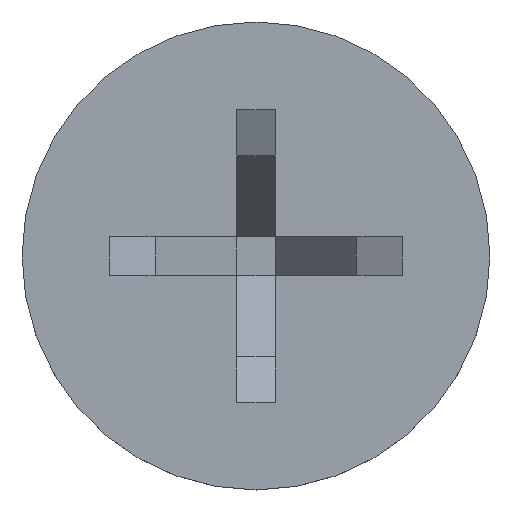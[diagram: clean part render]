
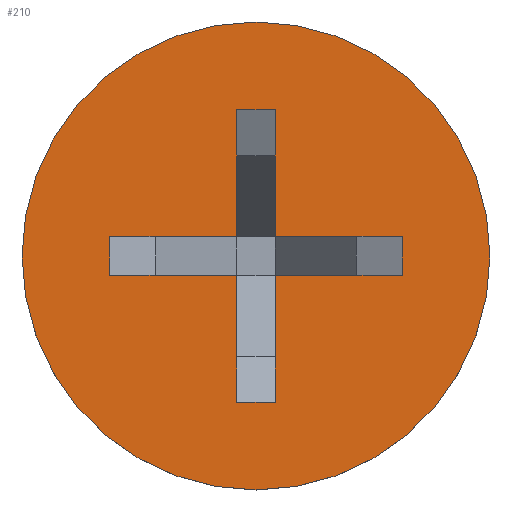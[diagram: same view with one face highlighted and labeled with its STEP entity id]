
A CAD part, top view. The second image highlights one B-rep face of the part: STEP entity #210.
In plain terms, the highlighted planar face has unit normal (0, 0, 1).
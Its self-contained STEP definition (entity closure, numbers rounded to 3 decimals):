
#35 = EDGE_CURVE ( 'NONE', #855, #339, #721, .T. ) ;
#37 = EDGE_CURVE ( 'NONE', #528, #146, #790, .T. ) ;
#41 = ORIENTED_EDGE ( 'NONE', *, *, #249, .T. ) ;
#44 = VERTEX_POINT ( 'NONE', #864 ) ;
#47 = DIRECTION ( 'NONE',  ( -1., 0., 0. ) ) ;
#48 = CARTESIAN_POINT ( 'NONE',  ( -1.187, 0., 0. ) ) ;
#55 = LINE ( 'NONE', #912, #110 ) ;
#65 = CARTESIAN_POINT ( 'NONE',  ( -0.158, 0., 0. ) ) ;
#88 = DIRECTION ( 'NONE',  ( 1., 0., 0. ) ) ;
#98 = CARTESIAN_POINT ( 'NONE',  ( 0., 0., 0. ) ) ;
#109 = CARTESIAN_POINT ( 'NONE',  ( -0.158, -0.158, 0. ) ) ;
#110 = VECTOR ( 'NONE', #1004, 1000. ) ;
#118 = PLANE ( 'NONE',  #332 ) ;
#121 = EDGE_CURVE ( 'NONE', #894, #495, #227, .T. ) ;
#123 = VECTOR ( 'NONE', #688, 1000. ) ;
#134 = EDGE_LOOP ( 'NONE', ( #963, #159 ) ) ;
#146 = VERTEX_POINT ( 'NONE', #411 ) ;
#147 = CARTESIAN_POINT ( 'NONE',  ( -0.158, 0., 0. ) ) ;
#151 = CARTESIAN_POINT ( 'NONE',  ( 1.188, 0., 0. ) ) ;
#159 = ORIENTED_EDGE ( 'NONE', *, *, #35, .F. ) ;
#161 = CARTESIAN_POINT ( 'NONE',  ( 1.187, -0.158, 0. ) ) ;
#181 = EDGE_CURVE ( 'NONE', #655, #564, #904, .T. ) ;
#184 = DIRECTION ( 'NONE',  ( 0., -1., 0. ) ) ;
#185 = FACE_BOUND ( 'NONE', #751, .T. ) ;
#190 = VECTOR ( 'NONE', #88, 1000. ) ;
#196 = VECTOR ( 'NONE', #47, 1000. ) ;
#197 = VERTEX_POINT ( 'NONE', #109 ) ;
#210 = ADVANCED_FACE ( 'NONE', ( #185, #435 ), #118, .T. ) ;
#219 = AXIS2_PLACEMENT_3D ( 'NONE', #706, #445, #750 ) ;
#227 = LINE ( 'NONE', #151, #850 ) ;
#235 = LINE ( 'NONE', #371, #945 ) ;
#236 = CARTESIAN_POINT ( 'NONE',  ( 1.187, 0.158, 0. ) ) ;
#247 = VERTEX_POINT ( 'NONE', #256 ) ;
#249 = EDGE_CURVE ( 'NONE', #44, #940, #525, .T. ) ;
#256 = CARTESIAN_POINT ( 'NONE',  ( -0.158, -1.187, 0. ) ) ;
#282 = VECTOR ( 'NONE', #740, 1000. ) ;
#285 = EDGE_CURVE ( 'NONE', #564, #247, #918, .T. ) ;
#302 = CARTESIAN_POINT ( 'NONE',  ( 1.9, 0., 0. ) ) ;
#303 = DIRECTION ( 'NONE',  ( 1., 0., 0. ) ) ;
#331 = LINE ( 'NONE', #696, #506 ) ;
#332 = AXIS2_PLACEMENT_3D ( 'NONE', #794, #559, #796 ) ;
#339 = VERTEX_POINT ( 'NONE', #350 ) ;
#342 = DIRECTION ( 'NONE',  ( 0., 1., 0. ) ) ;
#344 = EDGE_CURVE ( 'NONE', #925, #785, #852, .T. ) ;
#350 = CARTESIAN_POINT ( 'NONE',  ( -1.9, 0., 0. ) ) ;
#355 = ORIENTED_EDGE ( 'NONE', *, *, #37, .T. ) ;
#371 = CARTESIAN_POINT ( 'NONE',  ( 0.95, -0.158, 0. ) ) ;
#388 = CARTESIAN_POINT ( 'NONE',  ( 0.158, 1.187, 0. ) ) ;
#397 = VECTOR ( 'NONE', #303, 1000. ) ;
#409 = EDGE_CURVE ( 'NONE', #247, #197, #628, .T. ) ;
#411 = CARTESIAN_POINT ( 'NONE',  ( -0.158, 1.187, 0. ) ) ;
#418 = ORIENTED_EDGE ( 'NONE', *, *, #121, .T. ) ;
#435 = FACE_OUTER_BOUND ( 'NONE', #134, .T. ) ;
#445 = DIRECTION ( 'NONE',  ( 0., 0., -1. ) ) ;
#494 = VECTOR ( 'NONE', #678, 1000. ) ;
#495 = VERTEX_POINT ( 'NONE', #161 ) ;
#506 = VECTOR ( 'NONE', #860, 1000. ) ;
#509 = EDGE_CURVE ( 'NONE', #146, #925, #803, .T. ) ;
#525 = LINE ( 'NONE', #48, #713 ) ;
#528 = VERTEX_POINT ( 'NONE', #932 ) ;
#542 = DIRECTION ( 'NONE',  ( -1., 0., 0. ) ) ;
#559 = DIRECTION ( 'NONE',  ( 0., 0., 1. ) ) ;
#564 = VERTEX_POINT ( 'NONE', #921 ) ;
#622 = CARTESIAN_POINT ( 'NONE',  ( -1.187, 0.158, 0. ) ) ;
#628 = LINE ( 'NONE', #65, #494 ) ;
#636 = CARTESIAN_POINT ( 'NONE',  ( 0.158, -0.158, 0. ) ) ;
#639 = DIRECTION ( 'NONE',  ( 0., 0., -1. ) ) ;
#653 = ORIENTED_EDGE ( 'NONE', *, *, #801, .T. ) ;
#655 = VERTEX_POINT ( 'NONE', #636 ) ;
#656 = ORIENTED_EDGE ( 'NONE', *, *, #285, .T. ) ;
#678 = DIRECTION ( 'NONE',  ( 0., 1., 0. ) ) ;
#688 = DIRECTION ( 'NONE',  ( 0., 1., 0. ) ) ;
#696 = CARTESIAN_POINT ( 'NONE',  ( 0.95, 0.158, 0. ) ) ;
#698 = VECTOR ( 'NONE', #960, 1000. ) ;
#706 = CARTESIAN_POINT ( 'NONE',  ( 0., 0., 0. ) ) ;
#712 = CARTESIAN_POINT ( 'NONE',  ( 0.95, 0.158, 0. ) ) ;
#713 = VECTOR ( 'NONE', #342, 1000. ) ;
#716 = ORIENTED_EDGE ( 'NONE', *, *, #181, .T. ) ;
#721 = CIRCLE ( 'NONE', #219, 1.9 ) ;
#740 = DIRECTION ( 'NONE',  ( 0., -1., 0. ) ) ;
#745 = CARTESIAN_POINT ( 'NONE',  ( 0.158, 0., 0. ) ) ;
#747 = DIRECTION ( 'NONE',  ( -1., 0., 0. ) ) ;
#750 = DIRECTION ( 'NONE',  ( -1., 0., 0. ) ) ;
#751 = EDGE_LOOP ( 'NONE', ( #418, #910, #716, #656, #984, #653, #41, #950, #355, #975, #768, #974 ) ) ;
#768 = ORIENTED_EDGE ( 'NONE', *, *, #344, .T. ) ;
#774 = EDGE_CURVE ( 'NONE', #495, #655, #235, .T. ) ;
#785 = VERTEX_POINT ( 'NONE', #1002 ) ;
#790 = LINE ( 'NONE', #147, #123 ) ;
#794 = CARTESIAN_POINT ( 'NONE',  ( 0.95, 0., 0. ) ) ;
#795 = LINE ( 'NONE', #712, #190 ) ;
#796 = DIRECTION ( 'NONE',  ( 1., 0., 0. ) ) ;
#798 = CARTESIAN_POINT ( 'NONE',  ( 0.95, -1.188, 0. ) ) ;
#801 = EDGE_CURVE ( 'NONE', #197, #44, #55, .T. ) ;
#803 = LINE ( 'NONE', #848, #397 ) ;
#846 = EDGE_CURVE ( 'NONE', #940, #528, #331, .T. ) ;
#848 = CARTESIAN_POINT ( 'NONE',  ( 0.95, 1.188, 0. ) ) ;
#850 = VECTOR ( 'NONE', #184, 1000. ) ;
#852 = LINE ( 'NONE', #745, #282 ) ;
#855 = VERTEX_POINT ( 'NONE', #302 ) ;
#860 = DIRECTION ( 'NONE',  ( 1., 0., 0. ) ) ;
#864 = CARTESIAN_POINT ( 'NONE',  ( -1.188, -0.158, 0. ) ) ;
#871 = CARTESIAN_POINT ( 'NONE',  ( 0.158, 0., 0. ) ) ;
#879 = EDGE_CURVE ( 'NONE', #785, #894, #795, .T. ) ;
#888 = CIRCLE ( 'NONE', #892, 1.9 ) ;
#892 = AXIS2_PLACEMENT_3D ( 'NONE', #98, #639, #542 ) ;
#894 = VERTEX_POINT ( 'NONE', #236 ) ;
#904 = LINE ( 'NONE', #871, #698 ) ;
#910 = ORIENTED_EDGE ( 'NONE', *, *, #774, .T. ) ;
#912 = CARTESIAN_POINT ( 'NONE',  ( 0.95, -0.158, 0. ) ) ;
#918 = LINE ( 'NONE', #798, #196 ) ;
#921 = CARTESIAN_POINT ( 'NONE',  ( 0.158, -1.187, 0. ) ) ;
#925 = VERTEX_POINT ( 'NONE', #388 ) ;
#932 = CARTESIAN_POINT ( 'NONE',  ( -0.158, 0.158, 0. ) ) ;
#940 = VERTEX_POINT ( 'NONE', #622 ) ;
#945 = VECTOR ( 'NONE', #747, 1000. ) ;
#950 = ORIENTED_EDGE ( 'NONE', *, *, #846, .T. ) ;
#960 = DIRECTION ( 'NONE',  ( 0., -1., 0. ) ) ;
#963 = ORIENTED_EDGE ( 'NONE', *, *, #976, .F. ) ;
#974 = ORIENTED_EDGE ( 'NONE', *, *, #879, .T. ) ;
#975 = ORIENTED_EDGE ( 'NONE', *, *, #509, .T. ) ;
#976 = EDGE_CURVE ( 'NONE', #339, #855, #888, .T. ) ;
#984 = ORIENTED_EDGE ( 'NONE', *, *, #409, .T. ) ;
#1002 = CARTESIAN_POINT ( 'NONE',  ( 0.158, 0.158, 0. ) ) ;
#1004 = DIRECTION ( 'NONE',  ( -1., 0., 0. ) ) ;
